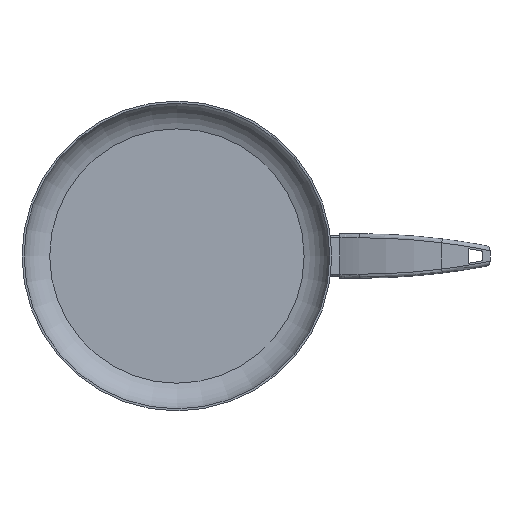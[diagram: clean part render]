
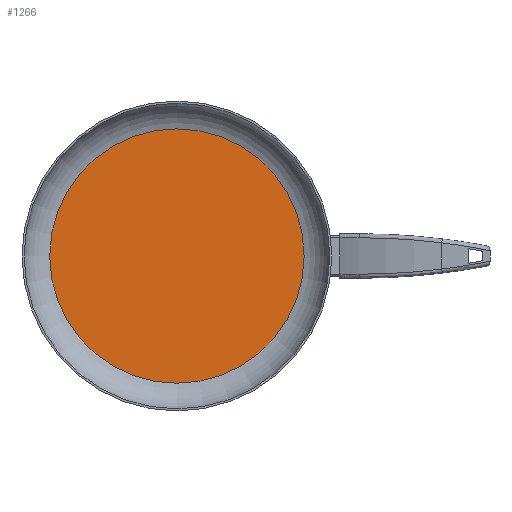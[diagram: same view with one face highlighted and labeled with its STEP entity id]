
A CAD part, top view. The second image highlights one B-rep face of the part: STEP entity #1266.
In plain terms, the highlighted planar face has unit normal (0, 0, 1).
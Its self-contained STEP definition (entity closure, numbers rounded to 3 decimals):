
#135=CIRCLE('',#1354,129.402);
#375=ORIENTED_EDGE('',*,*,#527,.T.);
#527=EDGE_CURVE('',#617,#617,#135,.T.);
#617=VERTEX_POINT('',#2196);
#767=EDGE_LOOP('',(#375));
#825=FACE_BOUND('',#767,.T.);
#847=PLANE('',#1355);
#1266=ADVANCED_FACE('',(#825),#847,.F.);
#1354=AXIS2_PLACEMENT_3D('',#2195,#1562,#1563);
#1355=AXIS2_PLACEMENT_3D('',#2197,#1564,#1565);
#1562=DIRECTION('',(0.,0.,1.));
#1563=DIRECTION('',(1.,0.,0.));
#1564=DIRECTION('',(0.,0.,-1.));
#1565=DIRECTION('',(-1.,0.,0.));
#2195=CARTESIAN_POINT('',(0.,0.,3.568));
#2196=CARTESIAN_POINT('',(129.402,0.,3.568));
#2197=CARTESIAN_POINT('',(0.,0.,3.568));
